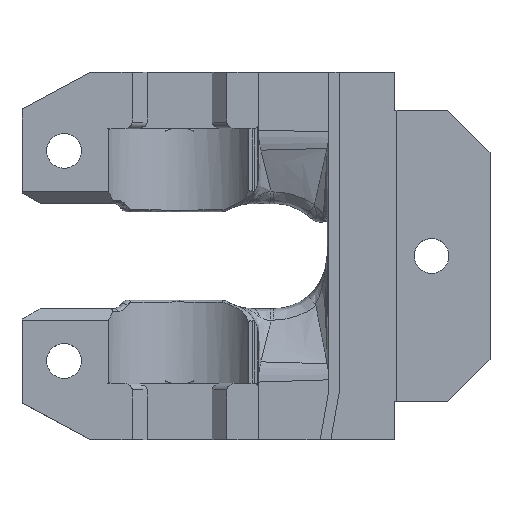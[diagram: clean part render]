
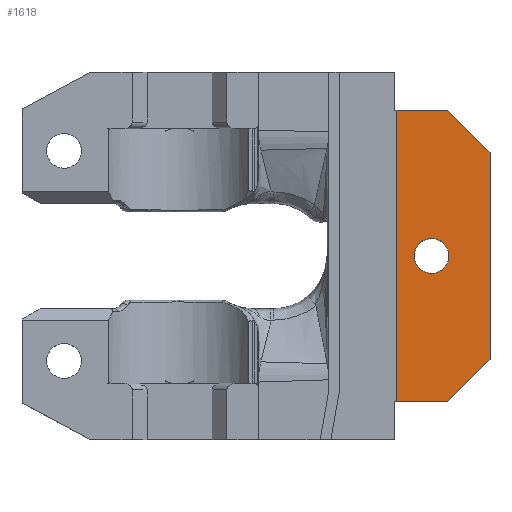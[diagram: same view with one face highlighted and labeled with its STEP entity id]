
A CAD part, top view. The second image highlights one B-rep face of the part: STEP entity #1618.
In plain terms, the highlighted planar face has unit normal (0, 0, 1).
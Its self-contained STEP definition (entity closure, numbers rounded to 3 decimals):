
#82 = DIRECTION ( 'NONE',  ( 0.707, -0.707, 0. ) ) ;
#299 = EDGE_CURVE ( 'NONE', #4724, #2606, #8552, .T. ) ;
#382 = LINE ( 'NONE', #5684, #3768 ) ;
#536 = DIRECTION ( 'NONE',  ( 0., 0., 1. ) ) ;
#587 = EDGE_LOOP ( 'NONE', ( #9345, #2498, #2873, #2367, #4590, #7373, #3105 ) ) ;
#608 = EDGE_CURVE ( 'NONE', #8833, #7744, #7510, .T. ) ;
#652 = VECTOR ( 'NONE', #1283, 1000. ) ;
#789 = LINE ( 'NONE', #6023, #6676 ) ;
#850 = EDGE_CURVE ( 'NONE', #7744, #8833, #4366, .T. ) ;
#862 = ORIENTED_EDGE ( 'NONE', *, *, #608, .F. ) ;
#1283 = DIRECTION ( 'NONE',  ( 1., 0., 0. ) ) ;
#1355 = CARTESIAN_POINT ( 'NONE',  ( 44.559, 7.641, 7.8 ) ) ;
#1618 = ADVANCED_FACE ( 'NONE', ( #1822, #1766 ), #9598, .T. ) ;
#1766 = FACE_BOUND ( 'NONE', #2314, .T. ) ;
#1822 = FACE_OUTER_BOUND ( 'NONE', #587, .T. ) ;
#2127 = LINE ( 'NONE', #8358, #3586 ) ;
#2147 = CARTESIAN_POINT ( 'NONE',  ( 35.7, 31.086, 7.8 ) ) ;
#2235 = DIRECTION ( 'NONE',  ( 0., -1., 0. ) ) ;
#2267 = EDGE_CURVE ( 'NONE', #10736, #2606, #2127, .T. ) ;
#2314 = EDGE_LOOP ( 'NONE', ( #3618, #862 ) ) ;
#2367 = ORIENTED_EDGE ( 'NONE', *, *, #299, .F. ) ;
#2498 = ORIENTED_EDGE ( 'NONE', *, *, #6928, .F. ) ;
#2536 = AXIS2_PLACEMENT_3D ( 'NONE', #3866, #536, #4841 ) ;
#2562 = CARTESIAN_POINT ( 'NONE',  ( 35.707, 31.359, 7.8 ) ) ;
#2606 = VERTEX_POINT ( 'NONE', #5921 ) ;
#2693 = AXIS2_PLACEMENT_3D ( 'NONE', #5726, #11086, #8322 ) ;
#2730 = DIRECTION ( 'NONE',  ( 1., 0., 0. ) ) ;
#2736 = DIRECTION ( 'NONE',  ( 0., 0., 1. ) ) ;
#2873 = ORIENTED_EDGE ( 'NONE', *, *, #2267, .T. ) ;
#2888 = EDGE_CURVE ( 'NONE', #10328, #4724, #382, .T. ) ;
#2922 = CARTESIAN_POINT ( 'NONE',  ( 44.559, 27.359, 7.8 ) ) ;
#2954 = CARTESIAN_POINT ( 'NONE',  ( 40.559, 3.641, 7.8 ) ) ;
#3105 = ORIENTED_EDGE ( 'NONE', *, *, #3154, .F. ) ;
#3154 = EDGE_CURVE ( 'NONE', #3557, #6006, #789, .T. ) ;
#3557 = VERTEX_POINT ( 'NONE', #7717 ) ;
#3586 = VECTOR ( 'NONE', #2235, 1000. ) ;
#3618 = ORIENTED_EDGE ( 'NONE', *, *, #850, .F. ) ;
#3768 = VECTOR ( 'NONE', #7414, 1000. ) ;
#3866 = CARTESIAN_POINT ( 'NONE',  ( 39., 17.5, 7.8 ) ) ;
#3869 = VERTEX_POINT ( 'NONE', #2562 ) ;
#3945 = LINE ( 'NONE', #7473, #6566 ) ;
#4366 = CIRCLE ( 'NONE', #10806, 1.65 ) ;
#4463 = CARTESIAN_POINT ( 'NONE',  ( 40.5, 5.25, 7.8 ) ) ;
#4590 = ORIENTED_EDGE ( 'NONE', *, *, #2888, .F. ) ;
#4620 = CARTESIAN_POINT ( 'NONE',  ( 39., 17.5, 7.8 ) ) ;
#4724 = VERTEX_POINT ( 'NONE', #2954 ) ;
#4841 = DIRECTION ( 'NONE',  ( 1., 0., 0. ) ) ;
#5015 = CARTESIAN_POINT ( 'NONE',  ( 40.5, 31.359, 7.8 ) ) ;
#5214 = DIRECTION ( 'NONE',  ( 1., 0., 0. ) ) ;
#5684 = CARTESIAN_POINT ( 'NONE',  ( 41.334, 4.416, 7.8 ) ) ;
#5726 = CARTESIAN_POINT ( 'NONE',  ( 40.7, 31.086, 7.8 ) ) ;
#5921 = CARTESIAN_POINT ( 'NONE',  ( 35.7, 3.641, 7.8 ) ) ;
#6006 = VERTEX_POINT ( 'NONE', #2922 ) ;
#6023 = CARTESIAN_POINT ( 'NONE',  ( 53.584, 18.334, 7.8 ) ) ;
#6531 = VECTOR ( 'NONE', #7863, 1000. ) ;
#6566 = VECTOR ( 'NONE', #10987, 1000. ) ;
#6638 = EDGE_CURVE ( 'NONE', #6006, #10328, #3945, .T. ) ;
#6676 = VECTOR ( 'NONE', #82, 1000. ) ;
#6928 = EDGE_CURVE ( 'NONE', #10736, #3869, #9871, .T. ) ;
#7373 = ORIENTED_EDGE ( 'NONE', *, *, #6638, .F. ) ;
#7414 = DIRECTION ( 'NONE',  ( -0.707, -0.707, 0. ) ) ;
#7473 = CARTESIAN_POINT ( 'NONE',  ( 44.559, 5.25, 7.8 ) ) ;
#7510 = CIRCLE ( 'NONE', #2536, 1.65 ) ;
#7717 = CARTESIAN_POINT ( 'NONE',  ( 40.559, 31.359, 7.8 ) ) ;
#7744 = VERTEX_POINT ( 'NONE', #8458 ) ;
#7863 = DIRECTION ( 'NONE',  ( -1., 0., 0. ) ) ;
#8322 = DIRECTION ( 'NONE',  ( -0.997, 0.082, 0. ) ) ;
#8358 = CARTESIAN_POINT ( 'NONE',  ( 35.7, 24.375, 7.8 ) ) ;
#8458 = CARTESIAN_POINT ( 'NONE',  ( 40.65, 17.5, 7.8 ) ) ;
#8477 = EDGE_CURVE ( 'NONE', #3869, #3557, #11019, .T. ) ;
#8552 = LINE ( 'NONE', #10331, #6531 ) ;
#8833 = VERTEX_POINT ( 'NONE', #9679 ) ;
#8845 = AXIS2_PLACEMENT_3D ( 'NONE', #4463, #2736, #5214 ) ;
#9345 = ORIENTED_EDGE ( 'NONE', *, *, #8477, .F. ) ;
#9598 = PLANE ( 'NONE',  #8845 ) ;
#9679 = CARTESIAN_POINT ( 'NONE',  ( 37.35, 17.5, 7.8 ) ) ;
#9871 = CIRCLE ( 'NONE', #2693, 5. ) ;
#10328 = VERTEX_POINT ( 'NONE', #1355 ) ;
#10331 = CARTESIAN_POINT ( 'NONE',  ( 40.5, 3.641, 7.8 ) ) ;
#10633 = DIRECTION ( 'NONE',  ( 0., 0., 1. ) ) ;
#10736 = VERTEX_POINT ( 'NONE', #2147 ) ;
#10806 = AXIS2_PLACEMENT_3D ( 'NONE', #4620, #10633, #2730 ) ;
#10987 = DIRECTION ( 'NONE',  ( 0., -1., 0. ) ) ;
#11019 = LINE ( 'NONE', #5015, #652 ) ;
#11086 = DIRECTION ( 'NONE',  ( 0., 0., -1. ) ) ;
